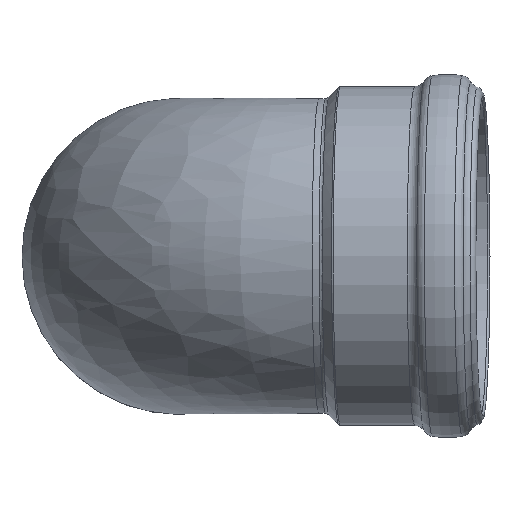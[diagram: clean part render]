
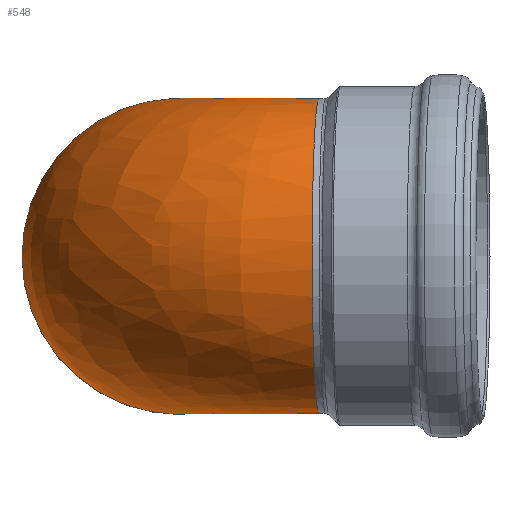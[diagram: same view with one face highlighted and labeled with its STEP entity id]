
A CAD part, top view. The second image highlights one B-rep face of the part: STEP entity #548.
In plain terms, the highlighted free-form (B-spline) face has degree [2, 2] with [9, 3] control points.
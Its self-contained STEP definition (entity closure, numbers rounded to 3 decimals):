
#16=(
BOUNDED_SURFACE()
B_SPLINE_SURFACE(2,2,((#1480,#1481,#1482),(#1483,#1484,#1485),(#1486,#1487,
#1488),(#1489,#1490,#1491),(#1492,#1493,#1494),(#1495,#1496,#1497),(#1498,
#1499,#1500),(#1501,#1502,#1503),(#1504,#1505,#1506)),.UNSPECIFIED.,.F.,
 .F.,.F.)
B_SPLINE_SURFACE_WITH_KNOTS((3,2,2,2,3),(3,3),(-2.711,-1.355,
0.,1.355,2.711),(-1.571,
-0.044),.UNSPECIFIED.)
GEOMETRIC_REPRESENTATION_ITEM()
RATIONAL_B_SPLINE_SURFACE(((1.,0.722,1.),(0.779,
0.563,0.779),(1.,0.722,1.),(0.779,
0.563,0.779),(1.,0.722,1.),(0.779,
0.563,0.779),(1.,0.722,1.),(0.779,
0.563,0.779),(1.,0.722,1.)))
REPRESENTATION_ITEM('')
SURFACE()
);
#96=FACE_OUTER_BOUND('',#144,.T.);
#144=EDGE_LOOP('',(#452,#453,#454,#455));
#212=CIRCLE('',#605,67.65);
#213=CIRCLE('',#606,67.65);
#252=B_SPLINE_CURVE_WITH_KNOTS('',3,(#1310,#1311,#1312,#1313,#1314,#1315,
#1316,#1317,#1318,#1319,#1320,#1321,#1322,#1323,#1324,#1325),
 .UNSPECIFIED.,.F.,.F.,(4,3,3,3,3,4),(0.,0.03,
0.059,0.078,0.097,0.137),
 .UNSPECIFIED.);
#254=B_SPLINE_CURVE_WITH_KNOTS('',3,(#1394,#1395,#1396,#1397,#1398,#1399,
#1400,#1401,#1402,#1403,#1404,#1405,#1406,#1407,#1408,#1409),
 .UNSPECIFIED.,.F.,.F.,(4,3,3,3,3,4),(0.,0.03,
0.058,0.059,0.097,0.137),
 .UNSPECIFIED.);
#284=VERTEX_POINT('',#1308);
#285=VERTEX_POINT('',#1309);
#287=VERTEX_POINT('',#1392);
#288=VERTEX_POINT('',#1393);
#343=EDGE_CURVE('',#284,#285,#252,.T.);
#348=EDGE_CURVE('',#287,#288,#254,.T.);
#355=EDGE_CURVE('',#287,#285,#212,.T.);
#356=EDGE_CURVE('',#288,#284,#213,.T.);
#452=ORIENTED_EDGE('',*,*,#343,.T.);
#453=ORIENTED_EDGE('',*,*,#355,.F.);
#454=ORIENTED_EDGE('',*,*,#348,.T.);
#455=ORIENTED_EDGE('',*,*,#356,.T.);
#548=ADVANCED_FACE('',(#96),#16,.F.);
#605=AXIS2_PLACEMENT_3D('',#1479,#713,#714);
#606=AXIS2_PLACEMENT_3D('',#1507,#715,#716);
#713=DIRECTION('center_axis',(0.999,0.,0.044));
#714=DIRECTION('ref_axis',(-0.044,0.,0.999));
#715=DIRECTION('center_axis',(0.,0.,1.));
#716=DIRECTION('ref_axis',(-1.,0.,0.));
#1308=CARTESIAN_POINT('',(61.442,-28.31,73.313));
#1309=CARTESIAN_POINT('',(62.31,-28.31,74.22));
#1310=CARTESIAN_POINT('Ctrl Pts',(61.442,-28.31,73.313));
#1311=CARTESIAN_POINT('Ctrl Pts',(61.45,-28.292,73.412));
#1312=CARTESIAN_POINT('Ctrl Pts',(61.473,-28.278,73.51));
#1313=CARTESIAN_POINT('Ctrl Pts',(61.511,-28.268,73.603));
#1314=CARTESIAN_POINT('Ctrl Pts',(61.547,-28.258,73.694));
#1315=CARTESIAN_POINT('Ctrl Pts',(61.597,-28.252,73.779));
#1316=CARTESIAN_POINT('Ctrl Pts',(61.658,-28.249,73.856));
#1317=CARTESIAN_POINT('Ctrl Pts',(61.696,-28.247,73.904));
#1318=CARTESIAN_POINT('Ctrl Pts',(61.739,-28.247,73.948));
#1319=CARTESIAN_POINT('Ctrl Pts',(61.785,-28.249,73.988));
#1320=CARTESIAN_POINT('Ctrl Pts',(61.833,-28.251,74.029));
#1321=CARTESIAN_POINT('Ctrl Pts',(61.886,-28.254,74.066));
#1322=CARTESIAN_POINT('Ctrl Pts',(61.941,-28.259,74.098));
#1323=CARTESIAN_POINT('Ctrl Pts',(62.056,-28.27,74.163));
#1324=CARTESIAN_POINT('Ctrl Pts',(62.181,-28.287,74.204));
#1325=CARTESIAN_POINT('Ctrl Pts',(62.31,-28.31,74.22));
#1392=CARTESIAN_POINT('',(62.31,28.31,74.22));
#1393=CARTESIAN_POINT('',(61.442,28.31,73.313));
#1394=CARTESIAN_POINT('Ctrl Pts',(62.31,28.31,74.22));
#1395=CARTESIAN_POINT('Ctrl Pts',(62.212,28.292,74.208));
#1396=CARTESIAN_POINT('Ctrl Pts',(62.115,28.278,74.181));
#1397=CARTESIAN_POINT('Ctrl Pts',(62.023,28.268,74.139));
#1398=CARTESIAN_POINT('Ctrl Pts',(61.937,28.258,74.1));
#1399=CARTESIAN_POINT('Ctrl Pts',(61.857,28.251,74.05));
#1400=CARTESIAN_POINT('Ctrl Pts',(61.785,28.249,73.988));
#1401=CARTESIAN_POINT('Ctrl Pts',(61.782,28.249,73.985));
#1402=CARTESIAN_POINT('Ctrl Pts',(61.779,28.249,73.983));
#1403=CARTESIAN_POINT('Ctrl Pts',(61.777,28.249,73.981));
#1404=CARTESIAN_POINT('Ctrl Pts',(61.683,28.246,73.898));
#1405=CARTESIAN_POINT('Ctrl Pts',(61.606,28.25,73.798));
#1406=CARTESIAN_POINT('Ctrl Pts',(61.549,28.26,73.686));
#1407=CARTESIAN_POINT('Ctrl Pts',(61.489,28.27,73.569));
#1408=CARTESIAN_POINT('Ctrl Pts',(61.452,28.287,73.442));
#1409=CARTESIAN_POINT('Ctrl Pts',(61.442,28.31,73.313));
#1479=CARTESIAN_POINT('Origin',(59.63,0.,135.604));
#1480=CARTESIAN_POINT('Ctrl Pts',(61.471,-28.246,73.313));
#1481=CARTESIAN_POINT('Ctrl Pts',(61.471,-28.246,74.154));
#1482=CARTESIAN_POINT('Ctrl Pts',(62.312,-28.246,74.191));
#1483=CARTESIAN_POINT('Ctrl Pts',(38.736,-77.723,73.313));
#1484=CARTESIAN_POINT('Ctrl Pts',(38.736,-77.723,95.918));
#1485=CARTESIAN_POINT('Ctrl Pts',(61.32,-77.723,96.904));
#1486=CARTESIAN_POINT('Ctrl Pts',(-14.457,-66.087,73.313));
#1487=CARTESIAN_POINT('Ctrl Pts',(-14.457,-66.087,146.839));
#1488=CARTESIAN_POINT('Ctrl Pts',(59.,-66.087,150.047));
#1489=CARTESIAN_POINT('Ctrl Pts',(-67.65,-54.451,73.313));
#1490=CARTESIAN_POINT('Ctrl Pts',(-67.65,-54.451,197.761));
#1491=CARTESIAN_POINT('Ctrl Pts',(56.679,-54.451,203.189));
#1492=CARTESIAN_POINT('Ctrl Pts',(-67.65,0.,73.313));
#1493=CARTESIAN_POINT('Ctrl Pts',(-67.65,0.,
197.761));
#1494=CARTESIAN_POINT('Ctrl Pts',(56.679,0.,
203.189));
#1495=CARTESIAN_POINT('Ctrl Pts',(-67.65,54.451,73.313));
#1496=CARTESIAN_POINT('Ctrl Pts',(-67.65,54.451,197.761));
#1497=CARTESIAN_POINT('Ctrl Pts',(56.679,54.451,203.189));
#1498=CARTESIAN_POINT('Ctrl Pts',(-14.457,66.087,73.313));
#1499=CARTESIAN_POINT('Ctrl Pts',(-14.457,66.087,146.839));
#1500=CARTESIAN_POINT('Ctrl Pts',(59.,66.087,150.047));
#1501=CARTESIAN_POINT('Ctrl Pts',(38.736,77.723,73.313));
#1502=CARTESIAN_POINT('Ctrl Pts',(38.736,77.723,95.918));
#1503=CARTESIAN_POINT('Ctrl Pts',(61.32,77.723,96.904));
#1504=CARTESIAN_POINT('Ctrl Pts',(61.471,28.246,73.313));
#1505=CARTESIAN_POINT('Ctrl Pts',(61.471,28.246,74.154));
#1506=CARTESIAN_POINT('Ctrl Pts',(62.312,28.246,74.191));
#1507=CARTESIAN_POINT('Origin',(0.,0.,73.313));
